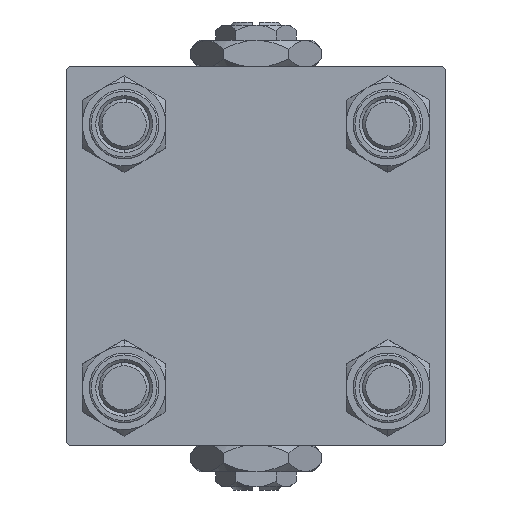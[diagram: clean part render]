
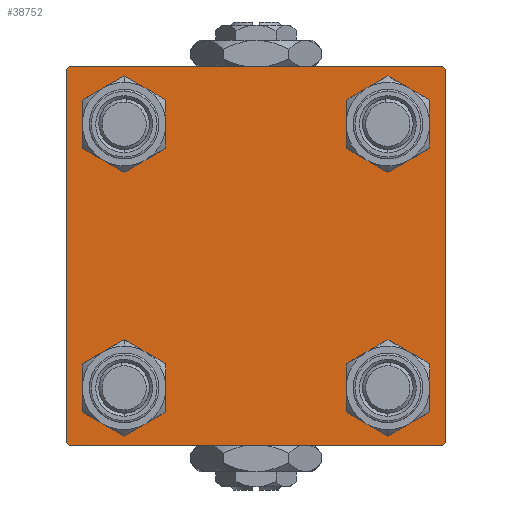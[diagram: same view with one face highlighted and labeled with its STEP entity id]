
A CAD part, left-side view. The second image highlights one B-rep face of the part: STEP entity #38752.
In plain terms, the highlighted planar face has unit normal (-1, 0, 0).
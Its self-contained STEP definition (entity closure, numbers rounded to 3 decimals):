
#305 = CARTESIAN_POINT ( 'NONE',  ( 0., -20.85, -16.35 ) ) ;
#570 = VERTEX_POINT ( 'NONE', #19692 ) ;
#616 = EDGE_CURVE ( 'NONE', #49641, #51739, #42452, .T. ) ;
#713 = CARTESIAN_POINT ( 'NONE',  ( 0., 30., -29.5 ) ) ;
#1751 = DIRECTION ( 'NONE',  ( 0., 0., 1. ) ) ;
#2355 = FACE_BOUND ( 'NONE', #8132, .T. ) ;
#2376 = ORIENTED_EDGE ( 'NONE', *, *, #616, .T. ) ;
#2479 = LINE ( 'NONE', #14714, #11268 ) ;
#2611 = CIRCLE ( 'NONE', #36641, 4.5 ) ;
#2814 = EDGE_LOOP ( 'NONE', ( #19455, #2376 ) ) ;
#4092 = EDGE_CURVE ( 'NONE', #48473, #40659, #22968, .T. ) ;
#4584 = DIRECTION ( 'NONE',  ( 0., 0., 1. ) ) ;
#4877 = EDGE_CURVE ( 'NONE', #48122, #28232, #2611, .T. ) ;
#5193 = DIRECTION ( 'NONE',  ( 1., 0., 0. ) ) ;
#5829 = ORIENTED_EDGE ( 'NONE', *, *, #12798, .F. ) ;
#6155 = CARTESIAN_POINT ( 'NONE',  ( 0., 20.85, 20.85 ) ) ;
#6218 = EDGE_CURVE ( 'NONE', #42372, #38877, #51063, .T. ) ;
#6379 = DIRECTION ( 'NONE',  ( 1., 0., 0. ) ) ;
#7104 = CARTESIAN_POINT ( 'NONE',  ( 0., 30., 30. ) ) ;
#7372 = VECTOR ( 'NONE', #17919, 1000. ) ;
#7704 = EDGE_CURVE ( 'NONE', #36909, #8374, #13302, .T. ) ;
#7733 = ORIENTED_EDGE ( 'NONE', *, *, #37630, .T. ) ;
#7847 = ORIENTED_EDGE ( 'NONE', *, *, #7704, .T. ) ;
#8032 = CIRCLE ( 'NONE', #37831, 4.5 ) ;
#8132 = EDGE_LOOP ( 'NONE', ( #28492, #18896 ) ) ;
#8374 = VERTEX_POINT ( 'NONE', #23478 ) ;
#8531 = VECTOR ( 'NONE', #33045, 1000. ) ;
#8805 = EDGE_CURVE ( 'NONE', #570, #30557, #25577, .T. ) ;
#9078 = EDGE_CURVE ( 'NONE', #40659, #36909, #31619, .T. ) ;
#9551 = FACE_BOUND ( 'NONE', #2814, .T. ) ;
#9714 = DIRECTION ( 'NONE',  ( 0., -0.707, 0.707 ) ) ;
#9801 = ORIENTED_EDGE ( 'NONE', *, *, #26792, .F. ) ;
#10890 = CARTESIAN_POINT ( 'NONE',  ( 0., 20.85, 20.85 ) ) ;
#11268 = VECTOR ( 'NONE', #25668, 1000. ) ;
#11470 = DIRECTION ( 'NONE',  ( 1., 0., 0. ) ) ;
#11509 = VERTEX_POINT ( 'NONE', #36141 ) ;
#11712 = EDGE_CURVE ( 'NONE', #30557, #570, #41000, .T. ) ;
#12798 = EDGE_CURVE ( 'NONE', #48473, #15064, #27300, .T. ) ;
#13302 = LINE ( 'NONE', #29839, #8531 ) ;
#14083 = FACE_OUTER_BOUND ( 'NONE', #15602, .T. ) ;
#14714 = CARTESIAN_POINT ( 'NONE',  ( 0., -29.75, 29.75 ) ) ;
#15005 = ORIENTED_EDGE ( 'NONE', *, *, #11712, .T. ) ;
#15064 = VERTEX_POINT ( 'NONE', #30250 ) ;
#15602 = EDGE_LOOP ( 'NONE', ( #31786, #7847, #33106, #34398, #9801, #37024, #5829, #17082 ) ) ;
#16017 = DIRECTION ( 'NONE',  ( 1., 0., 0. ) ) ;
#17080 = DIRECTION ( 'NONE',  ( 1., 0., 0. ) ) ;
#17082 = ORIENTED_EDGE ( 'NONE', *, *, #4092, .T. ) ;
#17611 = VECTOR ( 'NONE', #27833, 1000. ) ;
#17694 = CARTESIAN_POINT ( 'NONE',  ( 0., 20.85, -20.85 ) ) ;
#17723 = CIRCLE ( 'NONE', #24555, 4.5 ) ;
#17789 = EDGE_CURVE ( 'NONE', #51739, #49641, #8032, .T. ) ;
#17919 = DIRECTION ( 'NONE',  ( 0., 0., -1. ) ) ;
#18565 = VECTOR ( 'NONE', #9714, 1000. ) ;
#18573 = PLANE ( 'NONE',  #37492 ) ;
#18896 = ORIENTED_EDGE ( 'NONE', *, *, #4877, .T. ) ;
#19455 = ORIENTED_EDGE ( 'NONE', *, *, #17789, .T. ) ;
#19692 = CARTESIAN_POINT ( 'NONE',  ( 0., 20.85, -16.35 ) ) ;
#20184 = DIRECTION ( 'NONE',  ( 0., 0., 1. ) ) ;
#20547 = CARTESIAN_POINT ( 'NONE',  ( 0., -20.85, -20.85 ) ) ;
#22071 = AXIS2_PLACEMENT_3D ( 'NONE', #6155, #38693, #42420 ) ;
#22968 = LINE ( 'NONE', #30728, #42572 ) ;
#23019 = AXIS2_PLACEMENT_3D ( 'NONE', #32745, #28211, #20184 ) ;
#23478 = CARTESIAN_POINT ( 'NONE',  ( 0., 29.5, -30. ) ) ;
#23569 = LINE ( 'NONE', #44109, #17611 ) ;
#24137 = DIRECTION ( 'NONE',  ( 0., 0., -1. ) ) ;
#24555 = AXIS2_PLACEMENT_3D ( 'NONE', #24840, #17080, #25112 ) ;
#24840 = CARTESIAN_POINT ( 'NONE',  ( 0., -20.85, -20.85 ) ) ;
#25104 = CARTESIAN_POINT ( 'NONE',  ( 0., -20.85, 20.85 ) ) ;
#25112 = DIRECTION ( 'NONE',  ( 0., 0., 1. ) ) ;
#25577 = CIRCLE ( 'NONE', #23019, 4.5 ) ;
#25668 = DIRECTION ( 'NONE',  ( 0., 0.707, 0.707 ) ) ;
#25772 = EDGE_CURVE ( 'NONE', #8374, #11509, #23569, .T. ) ;
#26530 = AXIS2_PLACEMENT_3D ( 'NONE', #17694, #5193, #1751 ) ;
#26726 = DIRECTION ( 'NONE',  ( 0., 0.707, -0.707 ) ) ;
#26792 = EDGE_CURVE ( 'NONE', #39685, #31082, #50490, .T. ) ;
#27300 = LINE ( 'NONE', #52377, #50415 ) ;
#27301 = EDGE_LOOP ( 'NONE', ( #7733, #50419 ) ) ;
#27308 = CARTESIAN_POINT ( 'NONE',  ( 0., -20.85, 25.35 ) ) ;
#27400 = CARTESIAN_POINT ( 'NONE',  ( 0., 30., 29.5 ) ) ;
#27833 = DIRECTION ( 'NONE',  ( 0., -1., 0. ) ) ;
#28211 = DIRECTION ( 'NONE',  ( 1., 0., 0. ) ) ;
#28232 = VERTEX_POINT ( 'NONE', #305 ) ;
#28492 = ORIENTED_EDGE ( 'NONE', *, *, #31313, .T. ) ;
#29551 = DIRECTION ( 'NONE',  ( -1., 0., 0. ) ) ;
#29839 = CARTESIAN_POINT ( 'NONE',  ( 0., 29.75, -29.75 ) ) ;
#30081 = FACE_BOUND ( 'NONE', #36924, .T. ) ;
#30212 = CARTESIAN_POINT ( 'NONE',  ( 0., -30., 30. ) ) ;
#30242 = LINE ( 'NONE', #30495, #18565 ) ;
#30250 = CARTESIAN_POINT ( 'NONE',  ( 0., -29.5, 30. ) ) ;
#30495 = CARTESIAN_POINT ( 'NONE',  ( 0., -29.75, -29.75 ) ) ;
#30557 = VERTEX_POINT ( 'NONE', #37044 ) ;
#30728 = CARTESIAN_POINT ( 'NONE',  ( 0., 29.75, 29.75 ) ) ;
#31082 = VERTEX_POINT ( 'NONE', #40640 ) ;
#31313 = EDGE_CURVE ( 'NONE', #28232, #48122, #17723, .T. ) ;
#31409 = DIRECTION ( 'NONE',  ( 0., 0., 1. ) ) ;
#31619 = LINE ( 'NONE', #7104, #44352 ) ;
#31786 = ORIENTED_EDGE ( 'NONE', *, *, #9078, .T. ) ;
#32745 = CARTESIAN_POINT ( 'NONE',  ( 0., 20.85, -20.85 ) ) ;
#33045 = DIRECTION ( 'NONE',  ( 0., -0.707, -0.707 ) ) ;
#33106 = ORIENTED_EDGE ( 'NONE', *, *, #25772, .T. ) ;
#34080 = DIRECTION ( 'NONE',  ( 0., 0., 1. ) ) ;
#34116 = AXIS2_PLACEMENT_3D ( 'NONE', #10890, #6379, #31409 ) ;
#34398 = ORIENTED_EDGE ( 'NONE', *, *, #34507, .T. ) ;
#34507 = EDGE_CURVE ( 'NONE', #11509, #31082, #30242, .T. ) ;
#34620 = CARTESIAN_POINT ( 'NONE',  ( 0., -20.85, -25.35 ) ) ;
#35390 = CARTESIAN_POINT ( 'NONE',  ( 0., -30., 29.5 ) ) ;
#36141 = CARTESIAN_POINT ( 'NONE',  ( 0., -29.5, -30. ) ) ;
#36641 = AXIS2_PLACEMENT_3D ( 'NONE', #20547, #16017, #36823 ) ;
#36823 = DIRECTION ( 'NONE',  ( 0., 0., 1. ) ) ;
#36879 = CARTESIAN_POINT ( 'NONE',  ( 0., 20.85, 16.35 ) ) ;
#36909 = VERTEX_POINT ( 'NONE', #713 ) ;
#36924 = EDGE_LOOP ( 'NONE', ( #37442, #15005 ) ) ;
#37024 = ORIENTED_EDGE ( 'NONE', *, *, #46275, .T. ) ;
#37044 = CARTESIAN_POINT ( 'NONE',  ( 0., 20.85, -25.35 ) ) ;
#37442 = ORIENTED_EDGE ( 'NONE', *, *, #8805, .T. ) ;
#37492 = AXIS2_PLACEMENT_3D ( 'NONE', #46887, #29551, #34080 ) ;
#37625 = DIRECTION ( 'NONE',  ( 1., 0., 0. ) ) ;
#37630 = EDGE_CURVE ( 'NONE', #38877, #42372, #45089, .T. ) ;
#37831 = AXIS2_PLACEMENT_3D ( 'NONE', #25104, #37625, #4584 ) ;
#38608 = FACE_BOUND ( 'NONE', #27301, .T. ) ;
#38693 = DIRECTION ( 'NONE',  ( 1., 0., 0. ) ) ;
#38752 = ADVANCED_FACE ( 'NONE', ( #9551, #2355, #30081, #38608, #14083 ), #18573, .T. ) ;
#38877 = VERTEX_POINT ( 'NONE', #40893 ) ;
#39685 = VERTEX_POINT ( 'NONE', #35390 ) ;
#39885 = AXIS2_PLACEMENT_3D ( 'NONE', #48794, #11470, #40242 ) ;
#40242 = DIRECTION ( 'NONE',  ( 0., 0., 1. ) ) ;
#40297 = CARTESIAN_POINT ( 'NONE',  ( 0., -20.85, 16.35 ) ) ;
#40640 = CARTESIAN_POINT ( 'NONE',  ( 0., -30., -29.5 ) ) ;
#40659 = VERTEX_POINT ( 'NONE', #27400 ) ;
#40893 = CARTESIAN_POINT ( 'NONE',  ( 0., 20.85, 25.35 ) ) ;
#41000 = CIRCLE ( 'NONE', #26530, 4.5 ) ;
#42372 = VERTEX_POINT ( 'NONE', #36879 ) ;
#42420 = DIRECTION ( 'NONE',  ( 0., 0., 1. ) ) ;
#42452 = CIRCLE ( 'NONE', #39885, 4.5 ) ;
#42572 = VECTOR ( 'NONE', #26726, 1000. ) ;
#43575 = DIRECTION ( 'NONE',  ( 0., -1., 0. ) ) ;
#44109 = CARTESIAN_POINT ( 'NONE',  ( 0., 30., -30. ) ) ;
#44352 = VECTOR ( 'NONE', #24137, 1000. ) ;
#45089 = CIRCLE ( 'NONE', #22071, 4.5 ) ;
#46275 = EDGE_CURVE ( 'NONE', #39685, #15064, #2479, .T. ) ;
#46887 = CARTESIAN_POINT ( 'NONE',  ( 0., 0., 0. ) ) ;
#48122 = VERTEX_POINT ( 'NONE', #34620 ) ;
#48473 = VERTEX_POINT ( 'NONE', #51091 ) ;
#48794 = CARTESIAN_POINT ( 'NONE',  ( 0., -20.85, 20.85 ) ) ;
#49641 = VERTEX_POINT ( 'NONE', #40297 ) ;
#50415 = VECTOR ( 'NONE', #43575, 1000. ) ;
#50419 = ORIENTED_EDGE ( 'NONE', *, *, #6218, .T. ) ;
#50490 = LINE ( 'NONE', #30212, #7372 ) ;
#51063 = CIRCLE ( 'NONE', #34116, 4.5 ) ;
#51091 = CARTESIAN_POINT ( 'NONE',  ( 0., 29.5, 30. ) ) ;
#51739 = VERTEX_POINT ( 'NONE', #27308 ) ;
#52377 = CARTESIAN_POINT ( 'NONE',  ( 0., 30., 30. ) ) ;
